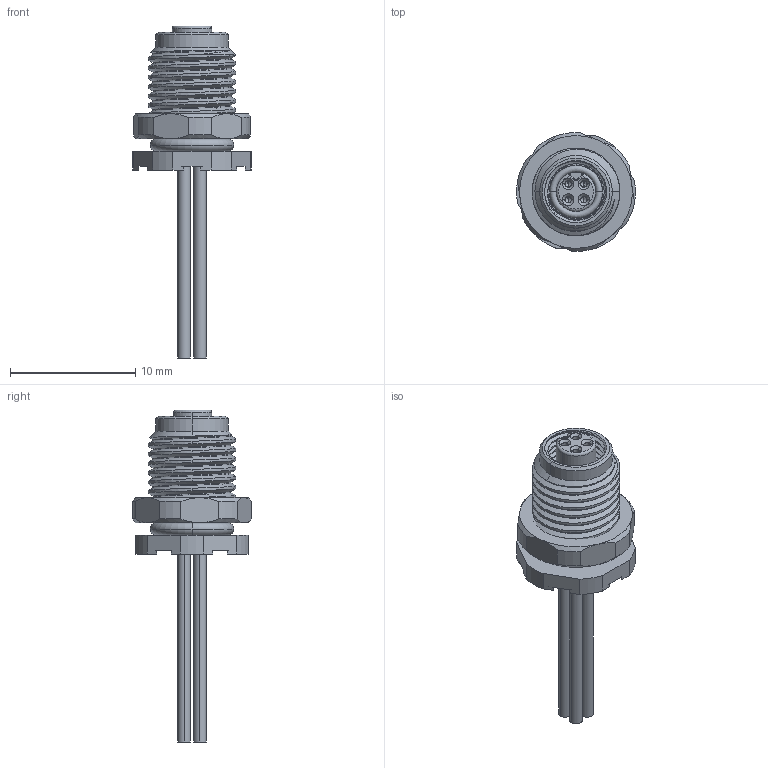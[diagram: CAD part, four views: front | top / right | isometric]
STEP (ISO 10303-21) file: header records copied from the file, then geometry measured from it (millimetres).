
FILE_DESCRIPTION((''),'2;1');
FILE_NAME('HOUSING-FEMALE-4P-000A85_4','2025-08-24T',('gongcheng16'),(''),'PRO/ENGINEER BY PARAMETRIC TECHNOLOGY CORPORATION, 2010280','PRO/ENGINEER BY PARAMETRIC TECHNOLOGY CORPORATION, 2010280','');
FILE_SCHEMA(('CONFIG_CONTROL_DESIGN'));
Products named in the file (1): HOUSING-FEMALE-4P-000A85_4
Bounding box: 9.48 x 9.48 x 26.5 mm (x, y, z)
Volume: 52.1 mm3; surface area: 9726.7 mm2
Topology: 1 solids, 110 shells, 1563 faces, 4385 edges, 2883 vertices
Faces by surface type: cylinder 672, plane 424, cone 315, bspline 130, torus 22
Entity records: 92742 total; most frequent: CARTESIAN_POINT 54889, ORIENTED_EDGE 7766, DIRECTION 7397, EDGE_CURVE 4369, AXIS2_PLACEMENT_3D 2896, VERTEX_POINT 2883, EDGE_LOOP 1648, VECTOR 1605
